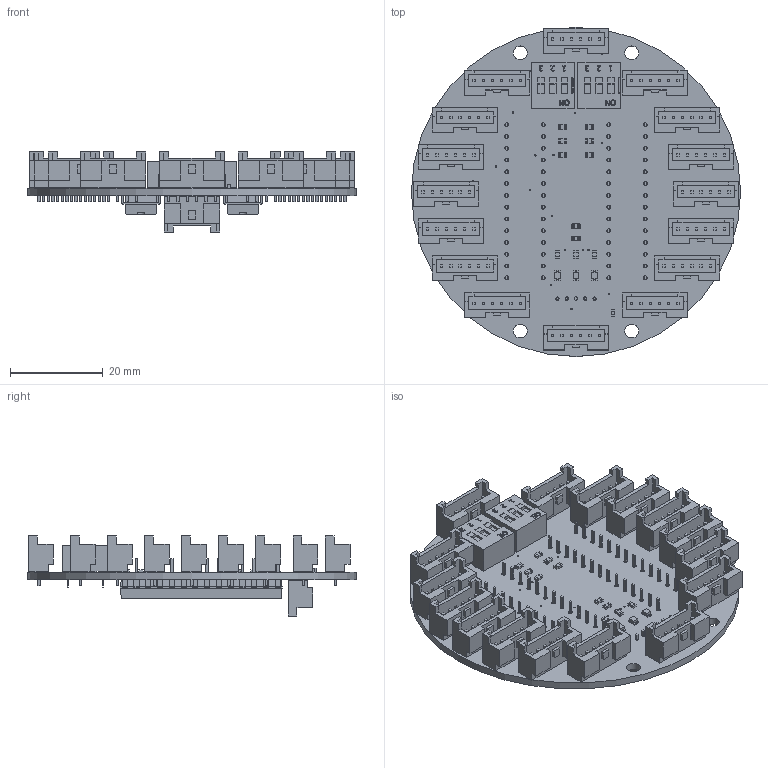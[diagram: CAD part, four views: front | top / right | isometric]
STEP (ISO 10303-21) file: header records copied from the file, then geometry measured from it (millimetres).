
FILE_DESCRIPTION(/* description */ (''),/* implementation_level */ '2;1');
FILE_NAME(/* name */ 'ba009af5-eb5c-455b-a0b0-7b61e6b57e8b.stp',/* time_stamp */ '2020-03-02T00:01:31+00:00',/* author */ (''),/* organization */ (''),/* preprocessor_version */ 'ST-DEVELOPER v18',/* originating_system */ 'Autodesk Translation Framework v8.12.0.6',/* authorisation */ '');
FILE_SCHEMA (('AUTOMOTIVE_DESIGN { 1 0 10303 214 3 1 1 }'));
Length unit declared in the file: millimetre
Products named in the file (12): ba009af5-eb5c-455b-a0b0-7b61e6b57e8b; PCB Component; Board; CHIPLED_0805; 10k; JST6; JST5; EDG-03; MCP23017-E/SP; Body; PinsArrayLR; 100nF
Assembly tree (40 placements, depth 4):
  ba009af5-eb5c-455b-a0b0-7b61e6b57e8b
    PCB Component
      Board
      CHIPLED_0805  x3
      10k  x11
      JST6  x16
      JST5
      EDG-03  x2
      MCP23017-E/SP  x2
        Body
        PinsArrayLR
      100nF
Bounding box: 71 x 71 x 17.27 mm (x, y, z)
Volume: 13812.2 mm3; surface area: 22517.6 mm2
Topology: 93 solids, 93 shells, 3545 faces, 8675 edges, 5590 vertices
Faces by surface type: plane 2748, cylinder 531, sphere 176, bspline 90
Full cylindrical faces by diameter (mm): 0.3 x14, 0.35 x3, 0.7 x101, 0.813 x12, 0.82 x56, 3 x4, 71 x1
Entity records: 33418 total; most frequent: CARTESIAN_POINT 6223, ORIENTED_EDGE 5330, DIRECTION 5149, EDGE_CURVE 2665, LINE 2069, VECTOR 2069, VERTEX_POINT 1752, AXIS2_PLACEMENT_3D 1540
